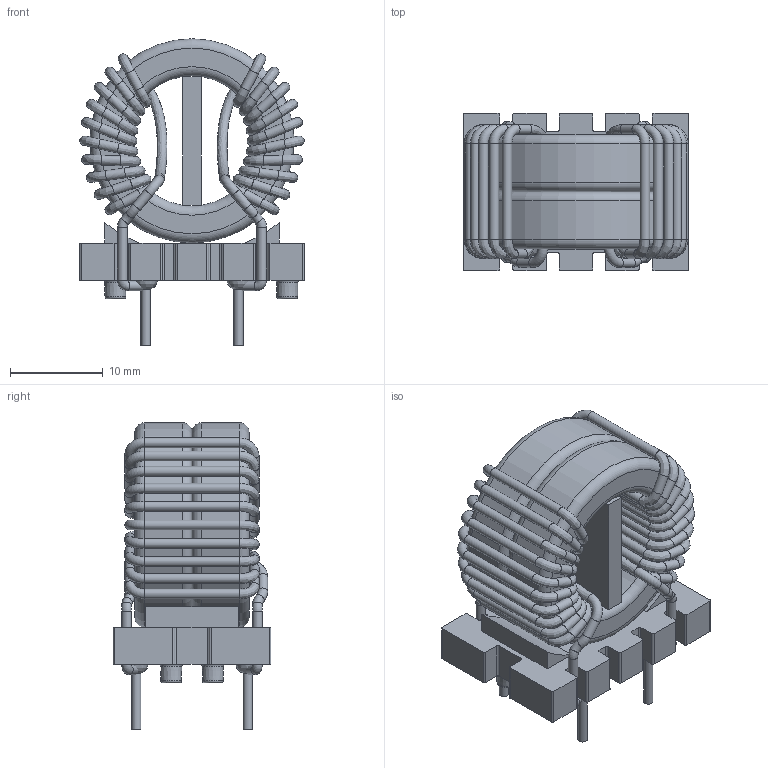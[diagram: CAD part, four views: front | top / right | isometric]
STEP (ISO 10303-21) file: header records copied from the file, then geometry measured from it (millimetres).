
FILE_DESCRIPTION( ( 'Unknown' ), '1' );
FILE_NAME( '744844xxx.stp', 'Unknown', ( 'Unknown' ), ( 'Unknown' ), 'PSStep 17.0.49', 'Unknown', ' ' );
FILE_SCHEMA( ( 'AUTOMOTIVE_DESIGN { 1 0 10303 214 1 1 1 1 }' ) );
Length unit declared in the file: millimetre
Products named in the file (6): Assem1; Base; Core; Turns; dividing wall
Assembly tree (6 placements, depth 2):
  Assem1
    Base
    Core  x2
    Turns
    Turns
    dividing wall
Bounding box: 24.2 x 17 x 33 mm (x, y, z)
Volume: 5345.6 mm3; surface area: 6622.3 mm2
Topology: 6 solids, 6 shells, 348 faces, 772 edges, 450 vertices
Faces by surface type: cylinder 148, plane 76, torus 74, bspline 46, cone 4
Full cylindrical faces by diameter (mm): 1 x10, 1.05 x92, 14 x2, 22 x2
Entity records: 20298 total; most frequent: CARTESIAN_POINT 10929, DIRECTION 1440, ORIENTED_EDGE 1032, AXIS2_PLACEMENT_3D 627, EDGE_LOOP 584, FACE_OUTER_BOUND 560, EDGE_CURVE 516, VERTEX_POINT 424
